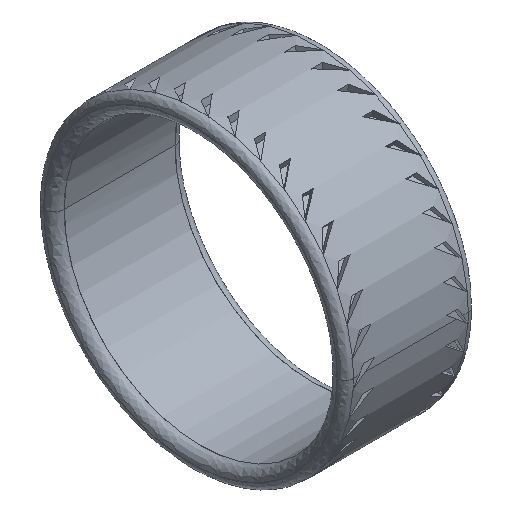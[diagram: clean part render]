
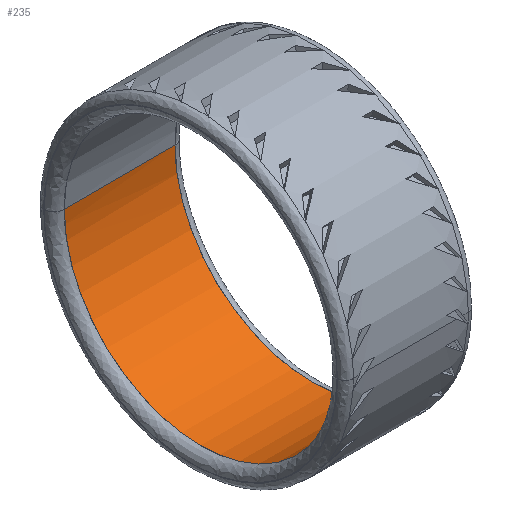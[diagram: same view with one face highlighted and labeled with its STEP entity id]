
A CAD part, isometric view. The second image highlights one B-rep face of the part: STEP entity #235.
In plain terms, the highlighted free-form (B-spline) face has degree [2, 1] with [5, 2] control points.
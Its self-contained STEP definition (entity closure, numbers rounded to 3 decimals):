
#235 = ADVANCED_FACE('',(#236),#272,.T.);
#236 = FACE_BOUND('',#237,.T.);
#237 = EDGE_LOOP('',(#238,#250,#257,#267));
#238 = ORIENTED_EDGE('',*,*,#239,.F.);
#239 = EDGE_CURVE('',#240,#242,#244,.T.);
#240 = VERTEX_POINT('',#241);
#241 = CARTESIAN_POINT('',(20.75,-281.1,0.));
#242 = VERTEX_POINT('',#243);
#243 = CARTESIAN_POINT('',(20.75,281.1,
    0.));
#244 = ( BOUNDED_CURVE() B_SPLINE_CURVE(2,(#245,#246,#247,#248,#249),
.UNSPECIFIED.,.F.,.F.) B_SPLINE_CURVE_WITH_KNOTS((3,2,3),(0.,
1.571,3.142),.PIECEWISE_BEZIER_KNOTS.) CURVE() 
GEOMETRIC_REPRESENTATION_ITEM() RATIONAL_B_SPLINE_CURVE((1.,
0.707,1.,0.707,1.)) REPRESENTATION_ITEM('') );
#245 = CARTESIAN_POINT('',(20.75,-281.1,0.));
#246 = CARTESIAN_POINT('',(20.75,-281.1,
    -281.1));
#247 = CARTESIAN_POINT('',(20.75,0.,
    -281.1));
#248 = CARTESIAN_POINT('',(20.75,281.1,
    -281.1));
#249 = CARTESIAN_POINT('',(20.75,281.1,
    0.));
#250 = ORIENTED_EDGE('',*,*,#251,.F.);
#251 = EDGE_CURVE('',#252,#240,#254,.T.);
#252 = VERTEX_POINT('',#253);
#253 = CARTESIAN_POINT('',(249.006,-281.1,
    0.));
#254 = B_SPLINE_CURVE_WITH_KNOTS('',1,(#255,#256),.UNSPECIFIED.,.F.,.F.,
  (2,2),(0.,165.),.PIECEWISE_BEZIER_KNOTS.);
#255 = CARTESIAN_POINT('',(249.006,-281.1,0.));
#256 = CARTESIAN_POINT('',(20.75,-281.1,0.));
#257 = ORIENTED_EDGE('',*,*,#258,.F.);
#258 = EDGE_CURVE('',#259,#252,#261,.T.);
#259 = VERTEX_POINT('',#260);
#260 = CARTESIAN_POINT('',(249.006,281.1,0.));
#261 = ( BOUNDED_CURVE() B_SPLINE_CURVE(2,(#262,#263,#264,#265,#266),
.UNSPECIFIED.,.F.,.F.) B_SPLINE_CURVE_WITH_KNOTS((3,2,3),(0.,
1.571,3.142),.PIECEWISE_BEZIER_KNOTS.) CURVE() 
GEOMETRIC_REPRESENTATION_ITEM() RATIONAL_B_SPLINE_CURVE((1.,
0.707,1.,0.707,1.)) REPRESENTATION_ITEM('') );
#262 = CARTESIAN_POINT('',(249.006,281.1,0.));
#263 = CARTESIAN_POINT('',(249.006,281.1,
    -281.1));
#264 = CARTESIAN_POINT('',(249.006,0.,
    -281.1));
#265 = CARTESIAN_POINT('',(249.006,-281.1,
    -281.1));
#266 = CARTESIAN_POINT('',(249.006,-281.1,
    0.));
#267 = ORIENTED_EDGE('',*,*,#268,.F.);
#268 = EDGE_CURVE('',#242,#259,#269,.T.);
#269 = B_SPLINE_CURVE_WITH_KNOTS('',1,(#270,#271),.UNSPECIFIED.,.F.,.F.,
  (2,2),(0.,165.),.PIECEWISE_BEZIER_KNOTS.);
#270 = CARTESIAN_POINT('',(20.75,281.1,0.));
#271 = CARTESIAN_POINT('',(249.006,281.1,0.));
#272 = ( BOUNDED_SURFACE() B_SPLINE_SURFACE(2,1,(
    (#273,#274)
    ,(#275,#276)
    ,(#277,#278)
    ,(#279,#280)
,(#281,#282
    )),.UNSPECIFIED.,.F.,.F.,.F.) B_SPLINE_SURFACE_WITH_KNOTS((3,2,3),(2
    ,2),(3.142,4.712,6.283),(0.,165.),
.PIECEWISE_BEZIER_KNOTS.) GEOMETRIC_REPRESENTATION_ITEM() 
RATIONAL_B_SPLINE_SURFACE((
    (1.,1.)
    ,(0.707,0.707)
    ,(1.,1.)
    ,(0.707,0.707)
,(1.,1.))) REPRESENTATION_ITEM('') SURFACE() );
#273 = CARTESIAN_POINT('',(20.75,281.1,
    0.));
#274 = CARTESIAN_POINT('',(249.006,281.1,
    0.));
#275 = CARTESIAN_POINT('',(20.75,281.1,
    -281.1));
#276 = CARTESIAN_POINT('',(249.006,281.1,
    -281.1));
#277 = CARTESIAN_POINT('',(20.75,0.,
    -281.1));
#278 = CARTESIAN_POINT('',(249.006,0.,
    -281.1));
#279 = CARTESIAN_POINT('',(20.75,-281.1,
    -281.1));
#280 = CARTESIAN_POINT('',(249.006,-281.1,
    -281.1));
#281 = CARTESIAN_POINT('',(20.75,-281.1,
    0.));
#282 = CARTESIAN_POINT('',(249.006,-281.1,
    0.));
